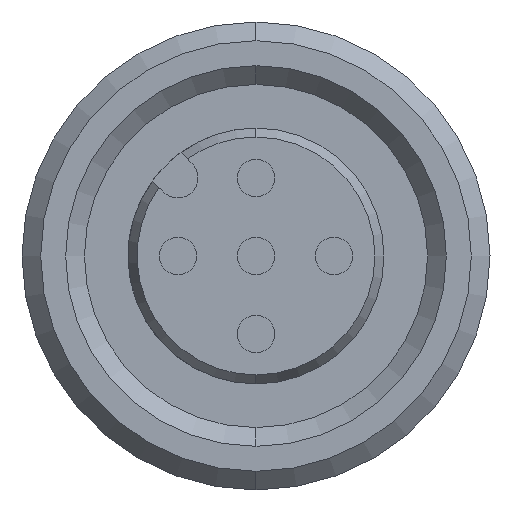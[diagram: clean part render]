
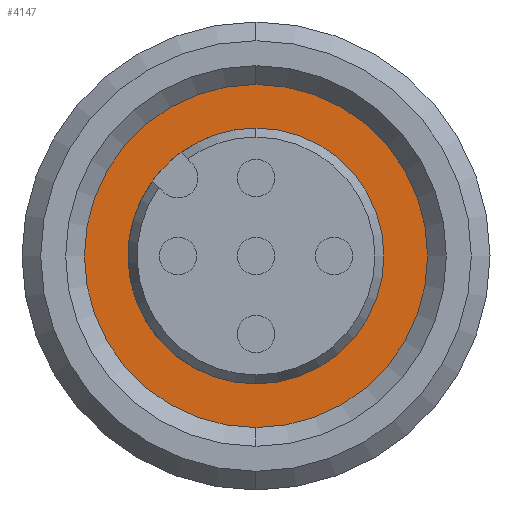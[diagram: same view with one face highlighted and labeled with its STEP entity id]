
A CAD part, left-side view. The second image highlights one B-rep face of the part: STEP entity #4147.
In plain terms, the highlighted planar face has unit normal (-1, 0, 0).
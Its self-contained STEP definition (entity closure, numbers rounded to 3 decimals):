
#158 = DIRECTION ( 'NONE',  ( 0., 0., 1. ) ) ;
#229 = DIRECTION ( 'NONE',  ( -1., 0., 0. ) ) ;
#240 = EDGE_CURVE ( 'NONE', #2155, #3616, #5339, .T. ) ;
#287 = DIRECTION ( 'NONE',  ( 0., 0., -1. ) ) ;
#492 = AXIS2_PLACEMENT_3D ( 'NONE', #5050, #5075, #5623 ) ;
#586 = PLANE ( 'NONE',  #908 ) ;
#686 = DIRECTION ( 'NONE',  ( -1., 0., 0. ) ) ;
#873 = CIRCLE ( 'NONE', #4083, 4.1 ) ;
#908 = AXIS2_PLACEMENT_3D ( 'NONE', #4944, #4090, #158 ) ;
#1164 = DIRECTION ( 'NONE',  ( 0., 0., -1. ) ) ;
#1249 = ORIENTED_EDGE ( 'NONE', *, *, #240, .F. ) ;
#1286 = CARTESIAN_POINT ( 'NONE',  ( -4.2, 0., -5.5 ) ) ;
#1292 = CIRCLE ( 'NONE', #3029, 5.5 ) ;
#1441 = EDGE_CURVE ( 'NONE', #3616, #2155, #873, .T. ) ;
#1854 = EDGE_LOOP ( 'NONE', ( #1249, #2540 ) ) ;
#2111 = AXIS2_PLACEMENT_3D ( 'NONE', #2806, #686, #287 ) ;
#2116 = VERTEX_POINT ( 'NONE', #2365 ) ;
#2155 = VERTEX_POINT ( 'NONE', #3048 ) ;
#2365 = CARTESIAN_POINT ( 'NONE',  ( -4.2, 0., 5.5 ) ) ;
#2512 = ORIENTED_EDGE ( 'NONE', *, *, #3411, .T. ) ;
#2540 = ORIENTED_EDGE ( 'NONE', *, *, #1441, .F. ) ;
#2806 = CARTESIAN_POINT ( 'NONE',  ( -4.2, 0., 0. ) ) ;
#2903 = CARTESIAN_POINT ( 'NONE',  ( -4.2, 0., 0. ) ) ;
#3029 = AXIS2_PLACEMENT_3D ( 'NONE', #3260, #5080, #1164 ) ;
#3048 = CARTESIAN_POINT ( 'NONE',  ( -4.2, 0., -4.1 ) ) ;
#3260 = CARTESIAN_POINT ( 'NONE',  ( -4.2, 0., 0. ) ) ;
#3334 = CARTESIAN_POINT ( 'NONE',  ( -4.2, 0., 4.1 ) ) ;
#3372 = DIRECTION ( 'NONE',  ( 0., 0., -1. ) ) ;
#3411 = EDGE_CURVE ( 'NONE', #3911, #2116, #1292, .T. ) ;
#3616 = VERTEX_POINT ( 'NONE', #3334 ) ;
#3911 = VERTEX_POINT ( 'NONE', #1286 ) ;
#4083 = AXIS2_PLACEMENT_3D ( 'NONE', #2903, #229, #3372 ) ;
#4090 = DIRECTION ( 'NONE',  ( -1., 0., 0. ) ) ;
#4147 = ADVANCED_FACE ( 'NONE', ( #5344, #4486 ), #586, .T. ) ;
#4349 = ORIENTED_EDGE ( 'NONE', *, *, #4834, .T. ) ;
#4486 = FACE_OUTER_BOUND ( 'NONE', #4791, .T. ) ;
#4791 = EDGE_LOOP ( 'NONE', ( #2512, #4349 ) ) ;
#4834 = EDGE_CURVE ( 'NONE', #2116, #3911, #4859, .T. ) ;
#4859 = CIRCLE ( 'NONE', #2111, 5.5 ) ;
#4944 = CARTESIAN_POINT ( 'NONE',  ( -4.2, 0., -4.8 ) ) ;
#5050 = CARTESIAN_POINT ( 'NONE',  ( -4.2, 0., 0. ) ) ;
#5075 = DIRECTION ( 'NONE',  ( -1., 0., 0. ) ) ;
#5080 = DIRECTION ( 'NONE',  ( -1., 0., 0. ) ) ;
#5339 = CIRCLE ( 'NONE', #492, 4.1 ) ;
#5344 = FACE_BOUND ( 'NONE', #1854, .T. ) ;
#5623 = DIRECTION ( 'NONE',  ( 0., 0., -1. ) ) ;
